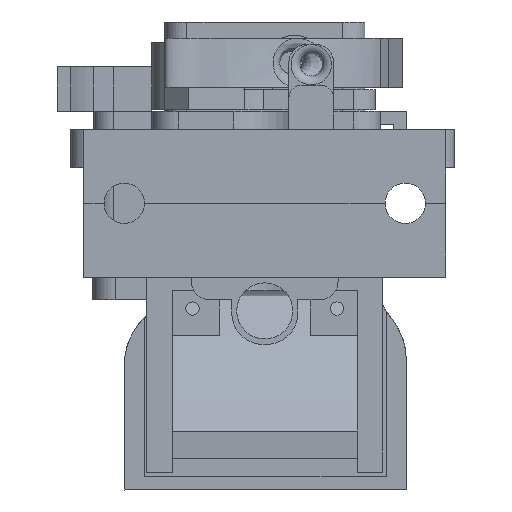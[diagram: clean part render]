
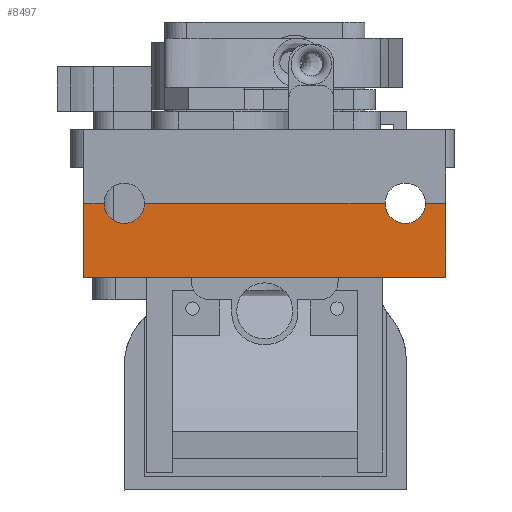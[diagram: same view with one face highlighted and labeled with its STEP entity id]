
A CAD part, left-side view. The second image highlights one B-rep face of the part: STEP entity #8497.
In plain terms, the highlighted planar face has unit normal (-1, 0, 0).
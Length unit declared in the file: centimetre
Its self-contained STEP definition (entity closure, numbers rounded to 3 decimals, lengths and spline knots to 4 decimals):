
#745=LINE('',#13724,#1532);
#787=LINE('',#13889,#1574);
#821=LINE('',#14062,#1608);
#832=LINE('',#14096,#1619);
#833=LINE('',#14098,#1620);
#836=LINE('',#14103,#1623);
#1532=VECTOR('',#11153,8.075);
#1574=VECTOR('',#11305,0.45);
#1608=VECTOR('',#11389,1.65);
#1619=VECTOR('',#11430,1.65);
#1620=VECTOR('',#11433,5.375);
#1623=VECTOR('',#11440,0.45);
#1979=PLANE('',#9256);
#2592=FACE_OUTER_BOUND('',#3208,.T.);
#3208=EDGE_LOOP('',(#7637,#7638,#7639,#7640,#7641,#7642,#7643,#7644));
#3538=CIRCLE('',#9173,0.45);
#3561=CIRCLE('',#9211,0.45);
#4231=VERTEX_POINT('',#13722);
#4232=VERTEX_POINT('',#13723);
#4251=VERTEX_POINT('',#13765);
#4252=VERTEX_POINT('',#13766);
#4297=VERTEX_POINT('',#13879);
#4298=VERTEX_POINT('',#13880);
#4300=VERTEX_POINT('',#13887);
#4330=VERTEX_POINT('',#14094);
#5315=EDGE_CURVE('',#4231,#4232,#745,.T.);
#5335=EDGE_CURVE('',#4251,#4252,#3538,.T.);
#5388=EDGE_CURVE('',#4297,#4298,#3561,.T.);
#5393=EDGE_CURVE('',#4300,#4297,#787,.T.);
#5439=EDGE_CURVE('',#4300,#4232,#821,.T.);
#5452=EDGE_CURVE('',#4330,#4231,#832,.T.);
#5453=EDGE_CURVE('',#4251,#4298,#833,.T.);
#5456=EDGE_CURVE('',#4330,#4252,#836,.T.);
#7637=ORIENTED_EDGE('',*,*,#5453,.T.);
#7638=ORIENTED_EDGE('',*,*,#5388,.F.);
#7639=ORIENTED_EDGE('',*,*,#5393,.F.);
#7640=ORIENTED_EDGE('',*,*,#5439,.T.);
#7641=ORIENTED_EDGE('',*,*,#5315,.F.);
#7642=ORIENTED_EDGE('',*,*,#5452,.F.);
#7643=ORIENTED_EDGE('',*,*,#5456,.T.);
#7644=ORIENTED_EDGE('',*,*,#5335,.F.);
#8497=ADVANCED_FACE('',(#2592),#1979,.T.);
#9173=AXIS2_PLACEMENT_3D('',#13767,#11191,#11192);
#9211=AXIS2_PLACEMENT_3D('',#13881,#11297,#11298);
#9256=AXIS2_PLACEMENT_3D('',#14104,#11441,#11442);
#11153=DIRECTION('',(0.,-1.,0.));
#11191=DIRECTION('center_axis',(-1.,0.,0.));
#11192=DIRECTION('ref_axis',(0.,-1.,0.));
#11297=DIRECTION('center_axis',(-1.,0.,0.));
#11298=DIRECTION('ref_axis',(0.,-1.,0.));
#11305=DIRECTION('',(0.,1.,0.));
#11389=DIRECTION('',(0.,0.,1.));
#11430=DIRECTION('',(0.,0.,1.));
#11433=DIRECTION('',(0.,-1.,0.));
#11440=DIRECTION('',(0.,-1.,0.));
#11441=DIRECTION('center_axis',(-1.,0.,0.));
#11442=DIRECTION('ref_axis',(0.,-1.,0.));
#13722=CARTESIAN_POINT('',(3.15,-1.7625,2.8125));
#13723=CARTESIAN_POINT('',(3.15,-9.8375,2.8125));
#13724=CARTESIAN_POINT('',(3.15,-9.8375,2.8125));
#13765=CARTESIAN_POINT('',(3.15,-3.1125,1.1625));
#13766=CARTESIAN_POINT('',(3.15,-2.2125,1.1625));
#13767=CARTESIAN_POINT('Origin',(3.15,-2.6625,1.1625));
#13879=CARTESIAN_POINT('',(3.15,-9.3875,1.1625));
#13880=CARTESIAN_POINT('',(3.15,-8.4875,1.1625));
#13881=CARTESIAN_POINT('Origin',(3.15,-8.9375,1.1625));
#13887=CARTESIAN_POINT('',(3.15,-9.8375,1.1625));
#13889=CARTESIAN_POINT('',(3.15,-9.5075,1.1625));
#14062=CARTESIAN_POINT('',(3.15,-9.8375,1.1625));
#14094=CARTESIAN_POINT('',(3.15,-1.7625,1.1625));
#14096=CARTESIAN_POINT('',(3.15,-1.7625,2.7625));
#14098=CARTESIAN_POINT('',(3.15,-2.0925,1.1625));
#14103=CARTESIAN_POINT('',(3.15,-4.2312,1.1625));
#14104=CARTESIAN_POINT('Origin',(3.15,-2.6625,1.9625));
